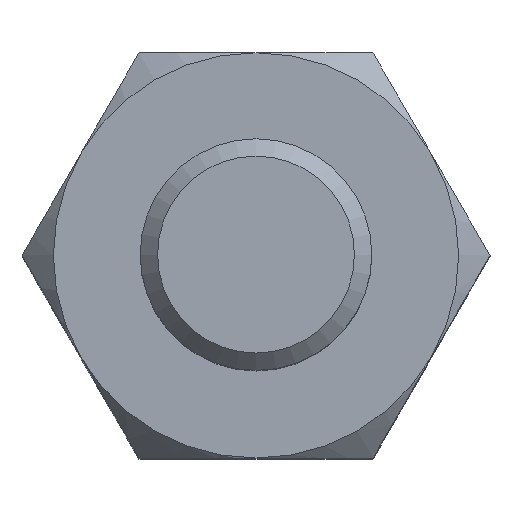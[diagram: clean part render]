
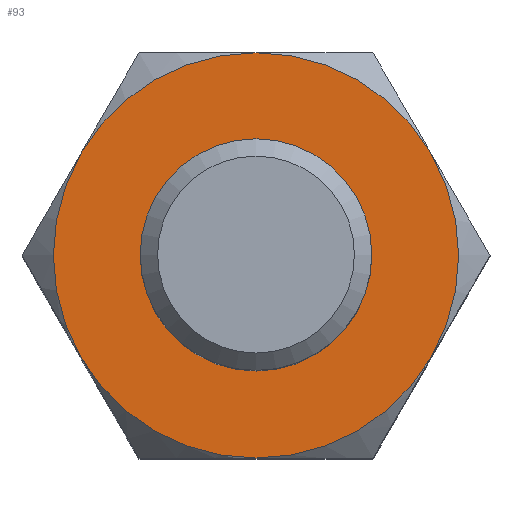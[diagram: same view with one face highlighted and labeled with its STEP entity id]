
A CAD part, top view. The second image highlights one B-rep face of the part: STEP entity #93.
In plain terms, the highlighted planar face has unit normal (0, 0, 1).
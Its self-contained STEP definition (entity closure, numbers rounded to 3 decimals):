
#93 = ADVANCED_FACE( '', ( #197, #198 ), #199, .T. );
#197 = FACE_BOUND( '', #309, .T. );
#198 = FACE_OUTER_BOUND( '', #310, .T. );
#199 = PLANE( '', #311 );
#309 = EDGE_LOOP( '', ( #492 ) );
#310 = EDGE_LOOP( '', ( #493, #494, #495, #496, #497, #498 ) );
#311 = AXIS2_PLACEMENT_3D( '', #499, #500, #501 );
#492 = ORIENTED_EDGE( '', *, *, #638, .T. );
#493 = ORIENTED_EDGE( '', *, *, #649, .F. );
#494 = ORIENTED_EDGE( '', *, *, #601, .F. );
#495 = ORIENTED_EDGE( '', *, *, #634, .F. );
#496 = ORIENTED_EDGE( '', *, *, #636, .T. );
#497 = ORIENTED_EDGE( '', *, *, #650, .F. );
#498 = ORIENTED_EDGE( '', *, *, #647, .F. );
#499 = CARTESIAN_POINT( '', ( 0., 0., 0. ) );
#500 = DIRECTION( '', ( 0., 0., 1. ) );
#501 = DIRECTION( '', ( 1., 0., 0. ) );
#601 = EDGE_CURVE( '', #696, #678, #698, .F. );
#634 = EDGE_CURVE( '', #723, #696, #750, .F. );
#636 = EDGE_CURVE( '', #723, #733, #752, .T. );
#638 = EDGE_CURVE( '', #754, #754, #755, .F. );
#647 = EDGE_CURVE( '', #765, #710, #767, .F. );
#649 = EDGE_CURVE( '', #678, #765, #769, .F. );
#650 = EDGE_CURVE( '', #710, #733, #770, .F. );
#678 = VERTEX_POINT( '', #805 );
#696 = VERTEX_POINT( '', #848 );
#698 = CIRCLE( '', #857, 3.5 );
#710 = VERTEX_POINT( '', #877 );
#723 = VERTEX_POINT( '', #916 );
#733 = VERTEX_POINT( '', #955 );
#750 = CIRCLE( '', #1006, 3.5 );
#752 = CIRCLE( '', #1008, 3.5 );
#754 = VERTEX_POINT( '', #1010 );
#755 = CIRCLE( '', #1011, 1.85 );
#765 = VERTEX_POINT( '', #1028 );
#767 = CIRCLE( '', #1037, 3.5 );
#769 = CIRCLE( '', #1039, 3.5 );
#770 = CIRCLE( '', #1040, 3.5 );
#805 = CARTESIAN_POINT( '', ( 3.031, -1.75, 0. ) );
#848 = CARTESIAN_POINT( '', ( 3.031, 1.75, 0. ) );
#857 = AXIS2_PLACEMENT_3D( '', #1080, #1081, #1082 );
#877 = CARTESIAN_POINT( '', ( -3.031, -1.75, 0. ) );
#916 = CARTESIAN_POINT( '', ( 0., 3.5, 0. ) );
#955 = CARTESIAN_POINT( '', ( -3.031, 1.75, 0. ) );
#1006 = AXIS2_PLACEMENT_3D( '', #1102, #1103, #1104 );
#1008 = AXIS2_PLACEMENT_3D( '', #1105, #1106, #1107 );
#1010 = CARTESIAN_POINT( '', ( 1.85, 0., 0. ) );
#1011 = AXIS2_PLACEMENT_3D( '', #1108, #1109, #1110 );
#1028 = CARTESIAN_POINT( '', ( 0., -3.5, 0. ) );
#1037 = AXIS2_PLACEMENT_3D( '', #1120, #1121, #1122 );
#1039 = AXIS2_PLACEMENT_3D( '', #1123, #1124, #1125 );
#1040 = AXIS2_PLACEMENT_3D( '', #1126, #1127, #1128 );
#1080 = CARTESIAN_POINT( '', ( 0., 0., 0. ) );
#1081 = DIRECTION( '', ( 0., 0., 1. ) );
#1082 = DIRECTION( '', ( 1., 0., 0. ) );
#1102 = CARTESIAN_POINT( '', ( 0., 0., 0. ) );
#1103 = DIRECTION( '', ( 0., 0., 1. ) );
#1104 = DIRECTION( '', ( 1., 0., 0. ) );
#1105 = CARTESIAN_POINT( '', ( 0., 0., 0. ) );
#1106 = DIRECTION( '', ( 0., 0., 1. ) );
#1107 = DIRECTION( '', ( 1., 0., 0. ) );
#1108 = CARTESIAN_POINT( '', ( 0., 0., 0. ) );
#1109 = DIRECTION( '', ( 0., 0., 1. ) );
#1110 = DIRECTION( '', ( 1., 0., 0. ) );
#1120 = CARTESIAN_POINT( '', ( 0., 0., 0. ) );
#1121 = DIRECTION( '', ( 0., 0., 1. ) );
#1122 = DIRECTION( '', ( 1., 0., 0. ) );
#1123 = CARTESIAN_POINT( '', ( 0., 0., 0. ) );
#1124 = DIRECTION( '', ( 0., 0., 1. ) );
#1125 = DIRECTION( '', ( 1., 0., 0. ) );
#1126 = CARTESIAN_POINT( '', ( 0., 0., 0. ) );
#1127 = DIRECTION( '', ( 0., 0., 1. ) );
#1128 = DIRECTION( '', ( 1., 0., 0. ) );
